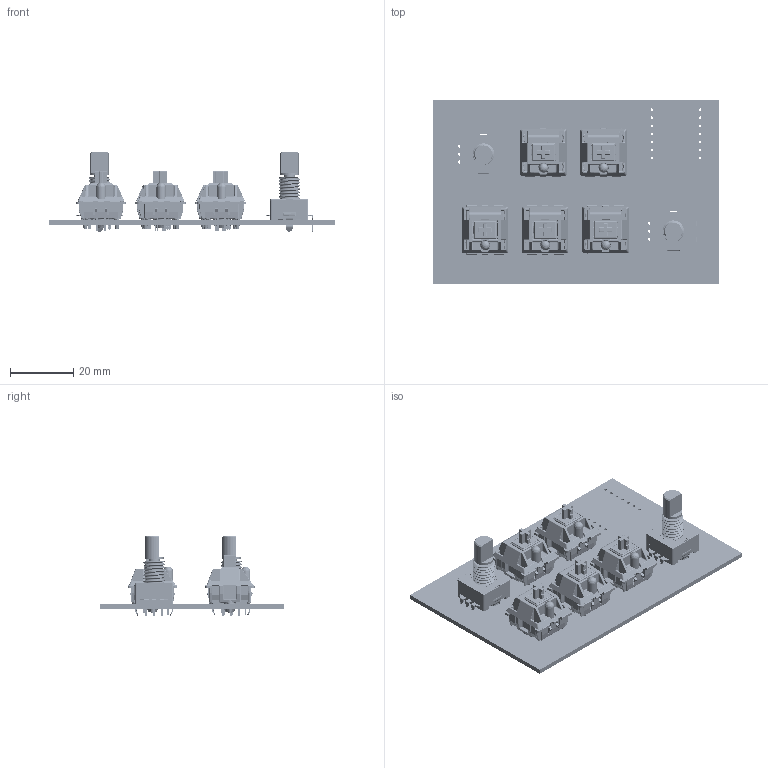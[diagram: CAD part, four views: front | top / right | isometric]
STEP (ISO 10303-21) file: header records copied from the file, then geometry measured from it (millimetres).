
FILE_DESCRIPTION(('KiCad electronic assembly'),'2;1');
FILE_NAME('osuPad.step','2025-07-03T19:18:09',('Pcbnew'),('Kicad'), 'Open CASCADE STEP processor 7.8','KiCad to STEP converter','Unknown' );
FILE_SCHEMA(('AUTOMOTIVE_DESIGN { 1 0 10303 214 1 1 1 1 }'));
Length unit declared in the file: millimetre
Products named in the file (10): osuPad 1; MX; MX Öá °´¼ü¡ä_¨¹___¡§1; MX ס סͥ¨¢¨¬_¡§¡顧__; MXס ϞñLEDLEDLED; MXÖá ÖáÌå µ×²¿ ¦Ì¡Á2__Ä¬ÈÏ_¨¢2____¨¨_; ֫½ğ__Ĭɏ__¨¨_; æè½¬ç¼ç å¨; osuPad_PCB; osuPad 2
Assembly tree (13 placements, depth 3):
  osuPad 1
    MX  x5
      MX Öá °´¼ü¡ä_¨¹___¡§1
      MX ס סͥ¨¢¨¬_¡§¡顧__
      MXס ϞñLEDLEDLED
      MXÖá ÖáÌå µ×²¿ ¦Ì¡Á2__Ä¬ÈÏ_¨¢2____¨¨_
      ֫½ğ__Ĭɏ__¨¨_
    æè½¬ç¼ç å¨  x2
    osuPad_PCB
  osuPad 2
Bounding box: 90.5 x 58 x 25.1 mm (x, y, z)
Volume: 15994.2 mm3; surface area: 27768.8 mm2
Topology: 63 solids, 63 shells, 8536 faces, 20751 edges, 11820 vertices
Faces by surface type: cylinder 3612, plane 2749, torus 1045, sphere 565, bspline 319, revolution 190, cone 56
Full cylindrical faces by diameter (mm): 0.889 x14, 1 x10, 1.5 x10, 1.7 x10, 4 x5
Entity records: 61825 total; most frequent: CARTESIAN_POINT 14053, DIRECTION 9808, ORIENTED_EDGE 9484, EDGE_CURVE 4742, AXIS2_PLACEMENT_3D 3525, VERTEX_POINT 2823, LINE 2720, VECTOR 2720
